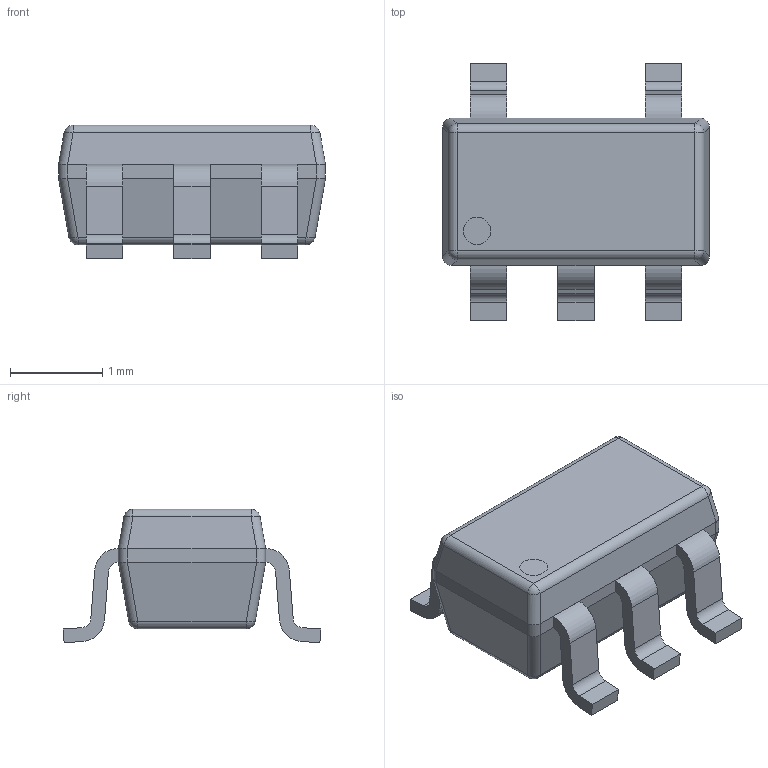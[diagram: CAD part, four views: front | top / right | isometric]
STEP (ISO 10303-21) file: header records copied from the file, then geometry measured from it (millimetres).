
FILE_DESCRIPTION(('FreeCAD Model'),'2;1');
FILE_NAME('SOT95P280X145-5N.step','2021-10-29T09:09:11' ,('kicad StepUp'),('ksu MCAD'),'Open CASCADE STEP processor 7.3', 'FreeCAD','Unknown');
FILE_SCHEMA(('AUTOMOTIVE_DESIGN { 1 0 10303 214 1 1 1 1 }'));
Length unit declared in the file: millimetre
Products named in the file (1): SOT95P280X145-5N
Bounding box: 2.9 x 2.8 x 1.45 mm (x, y, z)
Volume: 5.8 mm3; surface area: 26.1 mm2
Topology: 7 solids, 7 shells, 109 faces, 266 edges, 164 vertices
Faces by surface type: plane 57, cylinder 44, sphere 8
Entity records: 3877 total; most frequent: CARTESIAN_POINT 604, DIRECTION 526, ORIENTED_EDGE 516, EDGE_CURVE 258, AXIS2_PLACEMENT_3D 182, VERTEX_POINT 164, LINE 162, VECTOR 162
